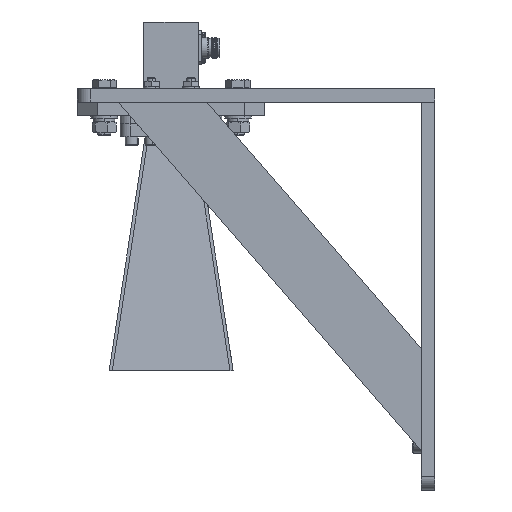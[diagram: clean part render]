
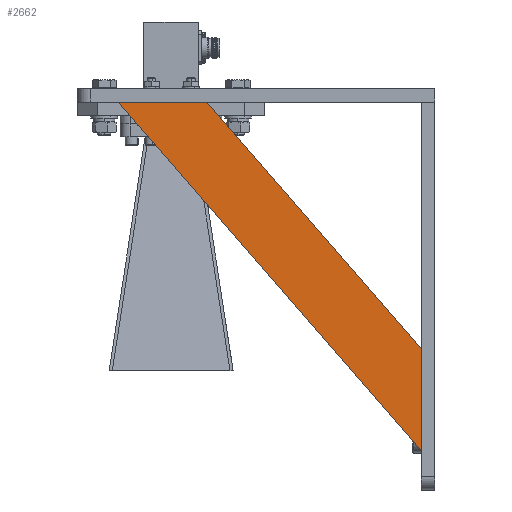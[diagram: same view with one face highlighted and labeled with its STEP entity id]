
A CAD part, left-side view. The second image highlights one B-rep face of the part: STEP entity #2662.
In plain terms, the highlighted planar face has unit normal (-1, 0, 0).
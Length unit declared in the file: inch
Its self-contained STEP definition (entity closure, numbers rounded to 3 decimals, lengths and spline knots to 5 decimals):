
#90 = DIRECTION ( 'NONE',  ( 0., -0.656, -0.755 ) ) ;
#677 = PLANE ( 'NONE',  #2032 ) ;
#729 = EDGE_CURVE ( 'NONE', #25440, #13689, #14417, .T. ) ;
#815 = VECTOR ( 'NONE', #25603, 39.37008 ) ;
#824 = FACE_OUTER_BOUND ( 'NONE', #12257, .T. ) ;
#1602 = CARTESIAN_POINT ( 'NONE',  ( -5.70866, 6.69678, -0.3937 ) ) ;
#2032 = AXIS2_PLACEMENT_3D ( 'NONE', #11960, #9125, #25941 ) ;
#2662 = ADVANCED_FACE ( 'NONE', ( #824 ), #677, .T. ) ;
#5672 = ORIENTED_EDGE ( 'NONE', *, *, #729, .T. ) ;
#6999 = CARTESIAN_POINT ( 'NONE',  ( -5.70866, 0.3937, -7.65342 ) ) ;
#8226 = CARTESIAN_POINT ( 'NONE',  ( -5.70866, 0.3937, 0. ) ) ;
#8906 = VECTOR ( 'NONE', #90, 39.37008 ) ;
#9125 = DIRECTION ( 'NONE',  ( -1., 0., 0. ) ) ;
#11960 = CARTESIAN_POINT ( 'NONE',  ( -5.70866, 0., 0. ) ) ;
#12094 = DIRECTION ( 'NONE',  ( 0., 0., 1. ) ) ;
#12257 = EDGE_LOOP ( 'NONE', ( #20765, #17614, #19538, #5672 ) ) ;
#12986 = VECTOR ( 'NONE', #25011, 39.37008 ) ;
#13417 = VECTOR ( 'NONE', #12094, 39.37008 ) ;
#13689 = VERTEX_POINT ( 'NONE', #6999 ) ;
#14250 = LINE ( 'NONE', #16594, #12986 ) ;
#14417 = LINE ( 'NONE', #8226, #13417 ) ;
#14843 = CARTESIAN_POINT ( 'NONE',  ( -5.70866, 9.3037, -0.3937 ) ) ;
#15630 = CARTESIAN_POINT ( 'NONE',  ( -5.70866, 0.3937, -7.65342 ) ) ;
#16594 = CARTESIAN_POINT ( 'NONE',  ( -5.70866, 0., -0.3937 ) ) ;
#17042 = CARTESIAN_POINT ( 'NONE',  ( -5.70866, 9.3037, -0.3937 ) ) ;
#17186 = LINE ( 'NONE', #15630, #815 ) ;
#17614 = ORIENTED_EDGE ( 'NONE', *, *, #18931, .T. ) ;
#18931 = EDGE_CURVE ( 'NONE', #26242, #23736, #14250, .T. ) ;
#19477 = EDGE_CURVE ( 'NONE', #23736, #25440, #23269, .T. ) ;
#19538 = ORIENTED_EDGE ( 'NONE', *, *, #19477, .T. ) ;
#20765 = ORIENTED_EDGE ( 'NONE', *, *, #26355, .T. ) ;
#23269 = LINE ( 'NONE', #14843, #8906 ) ;
#23736 = VERTEX_POINT ( 'NONE', #17042 ) ;
#24463 = CARTESIAN_POINT ( 'NONE',  ( -5.70866, 0.3937, -10.65601 ) ) ;
#25011 = DIRECTION ( 'NONE',  ( 0., 1., 0. ) ) ;
#25440 = VERTEX_POINT ( 'NONE', #24463 ) ;
#25603 = DIRECTION ( 'NONE',  ( 0., 0.656, 0.755 ) ) ;
#25941 = DIRECTION ( 'NONE',  ( 0., 0., 1. ) ) ;
#26242 = VERTEX_POINT ( 'NONE', #1602 ) ;
#26355 = EDGE_CURVE ( 'NONE', #13689, #26242, #17186, .T. ) ;
